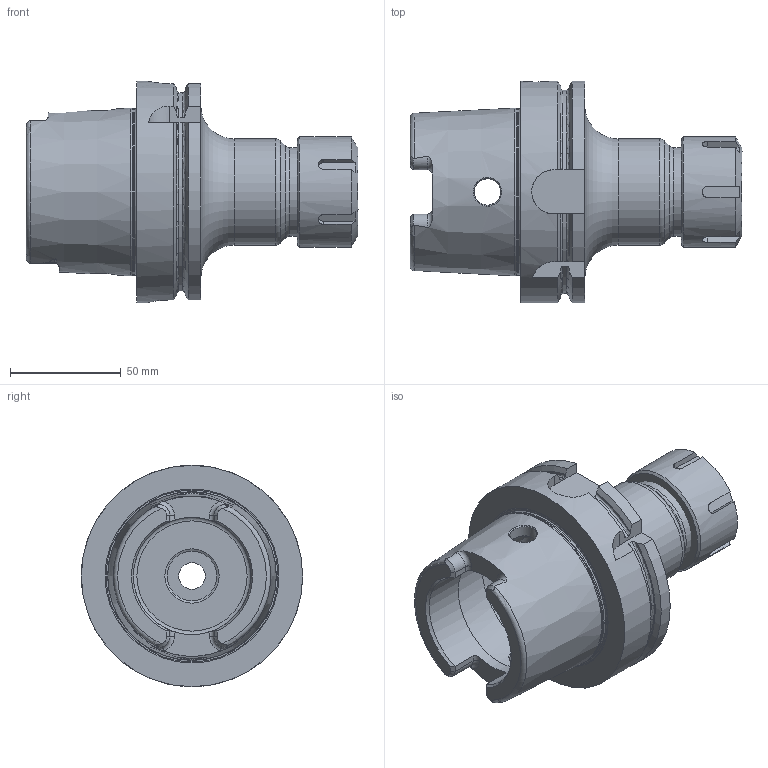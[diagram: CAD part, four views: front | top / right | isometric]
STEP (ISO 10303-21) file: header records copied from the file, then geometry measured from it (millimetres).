
FILE_DESCRIPTION((''),'2;1');
FILE_NAME('610002-03.stp','2014-03-24T11:55:16',('SCHUESSLER'),(''),'Autodesk Inventor 2012','Autodesk Inventor 2012','');
FILE_SCHEMA(('AUTOMOTIVE_DESIGN { 1 0 10303 214 1 1 1 1 }'));
Length unit declared in the file: millimetre
Products named in the file (3): 610002-03; 107-50
Assembly tree (2 placements, depth 2):
  610002-03
    610002-03
    107-50
Bounding box: 150 x 100 x 100 mm (x, y, z)
Volume: 348417.2 mm3; surface area: 71266.8 mm2
Topology: 2 solids, 2 shells, 165 faces, 421 edges, 267 vertices
Faces by surface type: plane 61, cylinder 46, cone 28, torus 24, bspline 6
Full cylindrical faces by diameter (mm): 10 x1, 12 x3, 22.5 x1, 22.8 x1, 24.5 x2, 25 x1, 33.81 x1, 38.5 x1, 40 x1, 41.5 x1, 48 x1, 50 x1, 53 x2, 63 x1, 75.254 x1, 100 x1
Entity records: 5736 total; most frequent: CARTESIAN_POINT 2071, DIRECTION 725, ORIENTED_EDGE 722, EDGE_CURVE 361, AXIS2_PLACEMENT_3D 303, VERTEX_POINT 254, EDGE_LOOP 225, FACE_OUTER_BOUND 164
